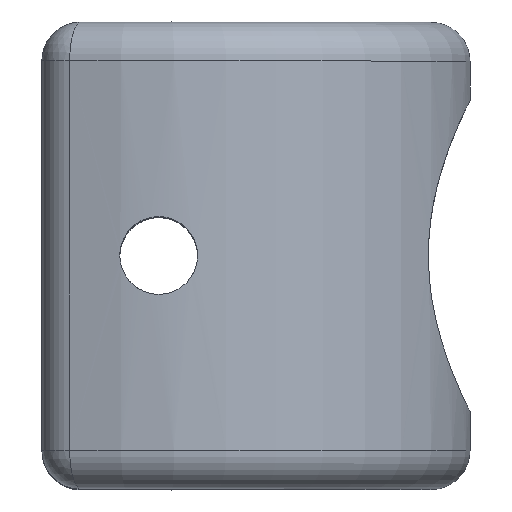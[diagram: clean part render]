
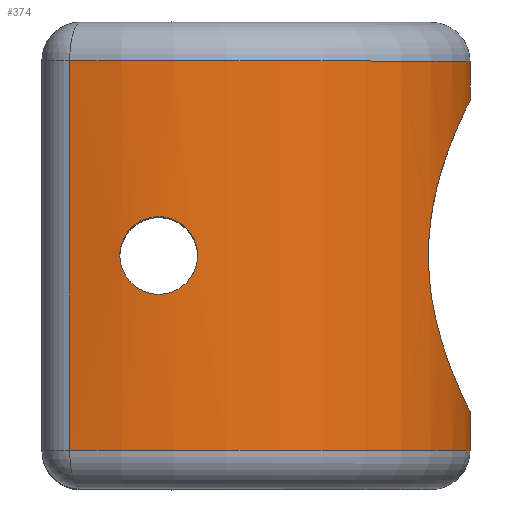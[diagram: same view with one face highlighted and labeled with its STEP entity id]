
A CAD part, top view. The second image highlights one B-rep face of the part: STEP entity #374.
In plain terms, the highlighted cylindrical face has radius 40 mm (diameter 80 mm), a partial arc.
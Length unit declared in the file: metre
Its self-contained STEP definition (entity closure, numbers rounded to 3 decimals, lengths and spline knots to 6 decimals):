
#30=CIRCLE('',#415,0.04);
#31=CIRCLE('',#416,0.04);
#52=LINE('',#658,#76);
#53=LINE('',#663,#77);
#76=VECTOR('',#474,1.);
#77=VECTOR('',#477,1.);
#105=ORIENTED_EDGE('',*,*,#213,.T.);
#106=ORIENTED_EDGE('',*,*,#214,.T.);
#107=ORIENTED_EDGE('',*,*,#215,.T.);
#108=ORIENTED_EDGE('',*,*,#216,.T.);
#109=ORIENTED_EDGE('',*,*,#217,.T.);
#110=ORIENTED_EDGE('',*,*,#218,.T.);
#111=ORIENTED_EDGE('',*,*,#219,.F.);
#213=EDGE_CURVE('',#267,#268,#52,.T.);
#214=EDGE_CURVE('',#268,#269,#30,.T.);
#215=EDGE_CURVE('',#269,#270,#53,.F.);
#216=EDGE_CURVE('',#270,#267,#31,.F.);
#217=EDGE_CURVE('',#271,#271,#293,.T.);
#218=EDGE_CURVE('',#272,#272,#294,.T.);
#219=EDGE_CURVE('',#273,#273,#295,.T.);
#267=VERTEX_POINT('',#659);
#268=VERTEX_POINT('',#660);
#269=VERTEX_POINT('',#662);
#270=VERTEX_POINT('',#664);
#271=VERTEX_POINT('',#677);
#272=VERTEX_POINT('',#689);
#273=VERTEX_POINT('',#726);
#293=B_SPLINE_CURVE_WITH_KNOTS('',3,(#666,#667,#668,#669,#670,#671,#672,
#673,#674,#675,#676),.UNSPECIFIED.,.T.,.F.,(1,1,1,1,1,1,1,1,1,1,1,1,1,1,
1),(-0.011734,-0.007823,-0.003911,0.,
0.003911,0.007823,0.011734,0.015646,
0.019557,0.023469,0.02738,0.031291,
0.035203,0.039114,0.043026),.UNSPECIFIED.);
#294=B_SPLINE_CURVE_WITH_KNOTS('',3,(#678,#679,#680,#681,#682,#683,#684,
#685,#686,#687,#688),.UNSPECIFIED.,.T.,.F.,(1,1,1,1,1,1,1,1,1,1,1,1,1,1,
1),(-0.011734,-0.007823,-0.003911,0.,
0.003911,0.007823,0.011734,0.015646,
0.019557,0.023469,0.02738,0.031291,
0.035203,0.039114,0.043026),.UNSPECIFIED.);
#295=B_SPLINE_CURVE_WITH_KNOTS('',3,(#690,#691,#692,#693,#694,#695,#696,
#697,#698,#699,#700,#701,#702,#703,#704,#705,#706,#707,#708,#709,#710,#711,
#712,#713,#714,#715,#716,#717,#718,#719,#720,#721,#722,#723,#724,#725),
 .UNSPECIFIED.,.T.,.F.,(1,1,1,1,1,1,1,1,1,1,1,1,1,1,1,1,1,1,1,1,1,1,1,1,
1,1,1,1,1,1,1,1,1,1,1,1,1,1,1,1),(-0.011917,-0.007944,
-0.003972,0.,0.003972,0.007944,
0.011917,0.015889,0.017875,0.019861,
0.023833,0.027806,0.031778,0.03575,
0.039722,0.047667,0.051639,0.055611,
0.057597,0.059583,0.063556,0.067528,
0.0715,0.079445,0.083417,0.087389,
0.091361,0.093347,0.095334,0.099306,
0.103278,0.10725,0.111223,0.115195,
0.119167,0.123139,0.127111,0.131084,
0.135056,0.139028),.UNSPECIFIED.);
#298=EDGE_LOOP('',(#105,#106,#107,#108));
#299=EDGE_LOOP('',(#109));
#300=EDGE_LOOP('',(#110));
#301=EDGE_LOOP('',(#111));
#330=FACE_BOUND('',#298,.T.);
#331=FACE_BOUND('',#299,.T.);
#332=FACE_BOUND('',#300,.T.);
#333=FACE_BOUND('',#301,.T.);
#361=CYLINDRICAL_SURFACE('',#414,0.04);
#374=ADVANCED_FACE('',(#330,#331,#332,#333),#361,.T.);
#414=AXIS2_PLACEMENT_3D('',#657,#472,#473);
#415=AXIS2_PLACEMENT_3D('',#661,#475,#476);
#416=AXIS2_PLACEMENT_3D('',#665,#478,#479);
#472=DIRECTION('',(0.,1.,0.));
#473=DIRECTION('',(0.,0.,1.));
#474=DIRECTION('',(0.,1.,0.));
#475=DIRECTION('',(0.,-1.,0.));
#476=DIRECTION('',(0.,0.,-1.));
#477=DIRECTION('',(0.,1.,0.));
#478=DIRECTION('',(0.,-1.,0.));
#479=DIRECTION('',(0.,0.,-1.));
#657=CARTESIAN_POINT('',(0.,-0.03,0.));
#658=CARTESIAN_POINT('',(-0.011429,-0.03,-0.038333));
#659=CARTESIAN_POINT('',(-0.011429,-0.025,-0.038333));
#660=CARTESIAN_POINT('',(-0.011429,0.025,-0.038333));
#661=CARTESIAN_POINT('',(0.,0.025,0.));
#662=CARTESIAN_POINT('',(-0.011429,0.025,0.038333));
#663=CARTESIAN_POINT('',(-0.011429,-0.03,0.038333));
#664=CARTESIAN_POINT('',(-0.011429,-0.025,0.038333));
#665=CARTESIAN_POINT('',(0.,-0.025,0.));
#666=CARTESIAN_POINT('',(0.003915,-0.003922,-0.039844));
#667=CARTESIAN_POINT('',(0.005542,0.000001,-0.039607));
#668=CARTESIAN_POINT('',(0.003916,0.003919,-0.039844));
#669=CARTESIAN_POINT('',(0.000004,0.00554,-0.040078));
#670=CARTESIAN_POINT('',(-0.003917,0.00392,-0.039844));
#671=CARTESIAN_POINT('',(-0.00554,0.000001,-0.039608));
#672=CARTESIAN_POINT('',(-0.003922,-0.003913,-0.039843));
#673=CARTESIAN_POINT('',(-0.000005,-0.005541,-0.040078));
#674=CARTESIAN_POINT('',(0.003915,-0.003922,-0.039844));
#675=CARTESIAN_POINT('',(0.005542,0.000001,-0.039607));
#676=CARTESIAN_POINT('',(0.003916,0.003919,-0.039844));
#677=CARTESIAN_POINT('',(0.005,0.,-0.039686));
#678=CARTESIAN_POINT('',(0.003915,0.003922,0.039844));
#679=CARTESIAN_POINT('',(0.005542,-0.000001,0.039607));
#680=CARTESIAN_POINT('',(0.003916,-0.003919,0.039844));
#681=CARTESIAN_POINT('',(0.000004,-0.00554,0.040078));
#682=CARTESIAN_POINT('',(-0.003917,-0.00392,0.039844));
#683=CARTESIAN_POINT('',(-0.00554,-0.000001,0.039608));
#684=CARTESIAN_POINT('',(-0.003922,0.003913,0.039843));
#685=CARTESIAN_POINT('',(-0.000005,0.005541,0.040078));
#686=CARTESIAN_POINT('',(0.003915,0.003922,0.039844));
#687=CARTESIAN_POINT('',(0.005542,-0.000001,0.039607));
#688=CARTESIAN_POINT('',(0.003916,-0.003919,0.039844));
#689=CARTESIAN_POINT('',(0.005,0.,0.039686));
#690=CARTESIAN_POINT('',(0.034804,0.00405,0.019721));
#691=CARTESIAN_POINT('',(0.034561,-0.000018,0.020136));
#692=CARTESIAN_POINT('',(0.034797,-0.003979,0.019734));
#693=CARTESIAN_POINT('',(0.035447,-0.007792,0.018559));
#694=CARTESIAN_POINT('',(0.036368,-0.011214,0.016711));
#695=CARTESIAN_POINT('',(0.037243,-0.013719,0.014651));
#696=CARTESIAN_POINT('',(0.037922,-0.015443,0.012758));
#697=CARTESIAN_POINT('',(0.03858,-0.017006,0.010665));
#698=CARTESIAN_POINT('',(0.039284,-0.018542,0.007832));
#699=CARTESIAN_POINT('',(0.039864,-0.01973,0.004003));
#700=CARTESIAN_POINT('',(0.040067,-0.020132,0.000053));
#701=CARTESIAN_POINT('',(0.039869,-0.019739,-0.003967));
#702=CARTESIAN_POINT('',(0.039107,-0.018179,-0.009038));
#703=CARTESIAN_POINT('',(0.037771,-0.015226,-0.013408));
#704=CARTESIAN_POINT('',(0.036379,-0.011252,-0.016686));
#705=CARTESIAN_POINT('',(0.035607,-0.008382,-0.018239));
#706=CARTESIAN_POINT('',(0.035131,-0.005944,-0.01913));
#707=CARTESIAN_POINT('',(0.034761,-0.003357,-0.019795));
#708=CARTESIAN_POINT('',(0.034563,-0.00007,-0.020133));
#709=CARTESIAN_POINT('',(0.034793,0.003957,-0.019741));
#710=CARTESIAN_POINT('',(0.035651,0.009004,-0.018194));
#711=CARTESIAN_POINT('',(0.037074,0.013384,-0.015246));
#712=CARTESIAN_POINT('',(0.038424,0.016663,-0.011287));
#713=CARTESIAN_POINT('',(0.039287,0.018549,-0.007815));
#714=CARTESIAN_POINT('',(0.039763,0.019523,-0.004687));
#715=CARTESIAN_POINT('',(0.039965,0.01993,-0.002028));
#716=CARTESIAN_POINT('',(0.040034,0.020068,0.00061));
#717=CARTESIAN_POINT('',(0.039868,0.019739,0.003968));
#718=CARTESIAN_POINT('',(0.039299,0.018574,0.007756));
#719=CARTESIAN_POINT('',(0.038442,0.016705,0.011228));
#720=CARTESIAN_POINT('',(0.037419,0.014223,0.014236));
#721=CARTESIAN_POINT('',(0.036379,0.011252,0.016687));
#722=CARTESIAN_POINT('',(0.035446,0.007781,0.018562));
#723=CARTESIAN_POINT('',(0.034804,0.00405,0.019721));
#724=CARTESIAN_POINT('',(0.034561,-0.000018,0.020136));
#725=CARTESIAN_POINT('',(0.034797,-0.003979,0.019734));
#726=CARTESIAN_POINT('',(0.034641,0.,0.02));
